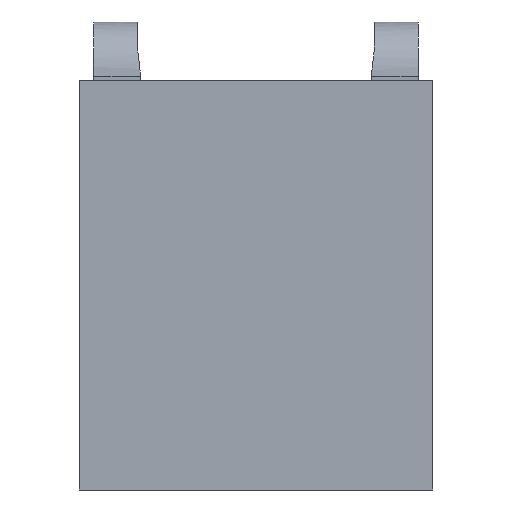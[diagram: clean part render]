
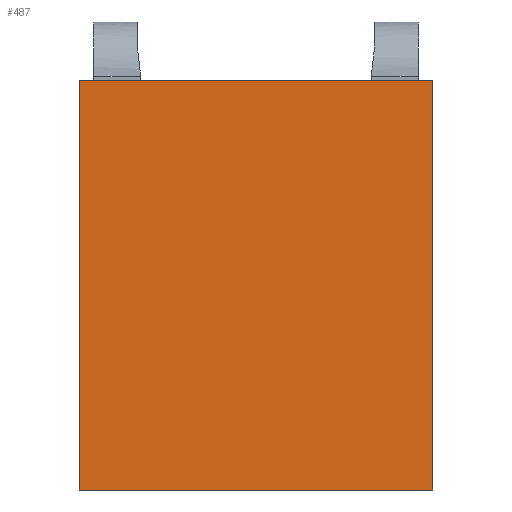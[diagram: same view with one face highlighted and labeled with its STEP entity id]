
A CAD part, front view. The second image highlights one B-rep face of the part: STEP entity #487.
In plain terms, the highlighted planar face has unit normal (0, -1, 0).
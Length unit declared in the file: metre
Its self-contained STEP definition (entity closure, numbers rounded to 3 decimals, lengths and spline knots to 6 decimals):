
#107=ORIENTED_EDGE('',*,*,#204,.T.);
#108=ORIENTED_EDGE('',*,*,#233,.T.);
#109=ORIENTED_EDGE('',*,*,#184,.F.);
#110=ORIENTED_EDGE('',*,*,#232,.T.);
#184=EDGE_CURVE('',#254,#255,#302,.T.);
#204=EDGE_CURVE('',#274,#273,#318,.T.);
#232=EDGE_CURVE('',#254,#274,#336,.T.);
#233=EDGE_CURVE('',#273,#255,#337,.T.);
#254=VERTEX_POINT('',#708);
#255=VERTEX_POINT('',#709);
#273=VERTEX_POINT('',#748);
#274=VERTEX_POINT('',#750);
#302=LINE('',#707,#350);
#318=LINE('',#749,#366);
#336=LINE('',#805,#384);
#337=LINE('',#807,#385);
#350=VECTOR('',#567,1.);
#366=VECTOR('',#595,1.);
#384=VECTOR('',#643,1.);
#385=VECTOR('',#646,1.);
#409=EDGE_LOOP('',(#107,#108,#109,#110));
#441=FACE_BOUND('',#409,.T.);
#470=PLANE('',#539);
#487=ADVANCED_FACE('',(#441),#470,.F.);
#539=AXIS2_PLACEMENT_3D('',#806,#644,#645);
#567=DIRECTION('',(0.,0.,1.));
#595=DIRECTION('',(0.,0.,1.));
#643=DIRECTION('',(1.,0.,0.));
#644=DIRECTION('',(0.,1.,0.));
#645=DIRECTION('',(0.,0.,1.));
#646=DIRECTION('',(-1.,0.,0.));
#707=CARTESIAN_POINT('',(-0.062219,0.0574,0.044998));
#708=CARTESIAN_POINT('',(-0.062219,0.0574,0.045));
#709=CARTESIAN_POINT('',(-0.062219,0.0574,0.0826));
#748=CARTESIAN_POINT('',(-0.029781,0.0574,0.0826));
#749=CARTESIAN_POINT('',(-0.029781,0.0574,0.044998));
#750=CARTESIAN_POINT('',(-0.029781,0.0574,0.045));
#805=CARTESIAN_POINT('',(-0.03789,0.0574,0.045));
#806=CARTESIAN_POINT('',(-0.03789,0.0574,0.044998));
#807=CARTESIAN_POINT('',(-0.03789,0.0574,0.0826));
